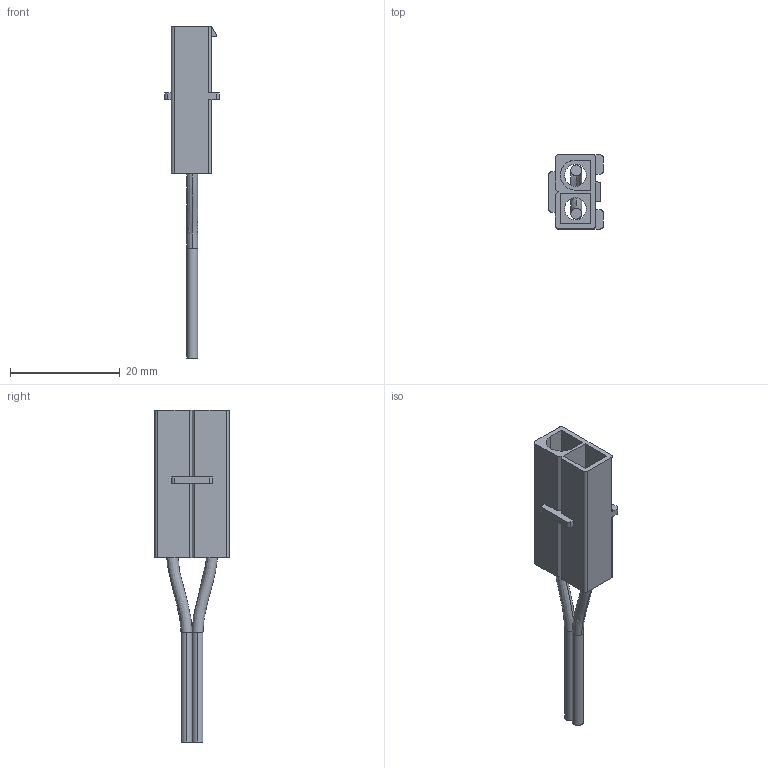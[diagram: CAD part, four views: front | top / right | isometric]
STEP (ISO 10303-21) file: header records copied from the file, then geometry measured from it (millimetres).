
FILE_DESCRIPTION (( 'STEP AP203' ), '1' );
FILE_NAME ('POWER-CONNECTOR-FEMALE.STEP', '2007-08-28T15:53:01', ( 'Innovation First, Inc.' ), ( 'Innovation First, Inc.' ), 'SwSTEP 2.0', 'SolidWorks 2006052', '' );
FILE_SCHEMA (( 'CONFIG_CONTROL_DESIGN' ));
Length unit declared in the file: inch
Products named in the file (1): POWER-CONNECTOR-FEMALE
Bounding box: 9.9 x 13.5 x 60.49 mm (x, y, z)
Volume: 1659.6 mm3; surface area: 2748.2 mm2
Topology: 3 solids, 3 shells, 72 faces, 190 edges, 126 vertices
Faces by surface type: plane 43, cylinder 25, bspline 4
Entity records: 2747 total; most frequent: CARTESIAN_POINT 853, ORIENTED_EDGE 380, DIRECTION 374, EDGE_CURVE 190, VECTOR 128, LINE 128, VERTEX_POINT 126, AXIS2_PLACEMENT_3D 123
